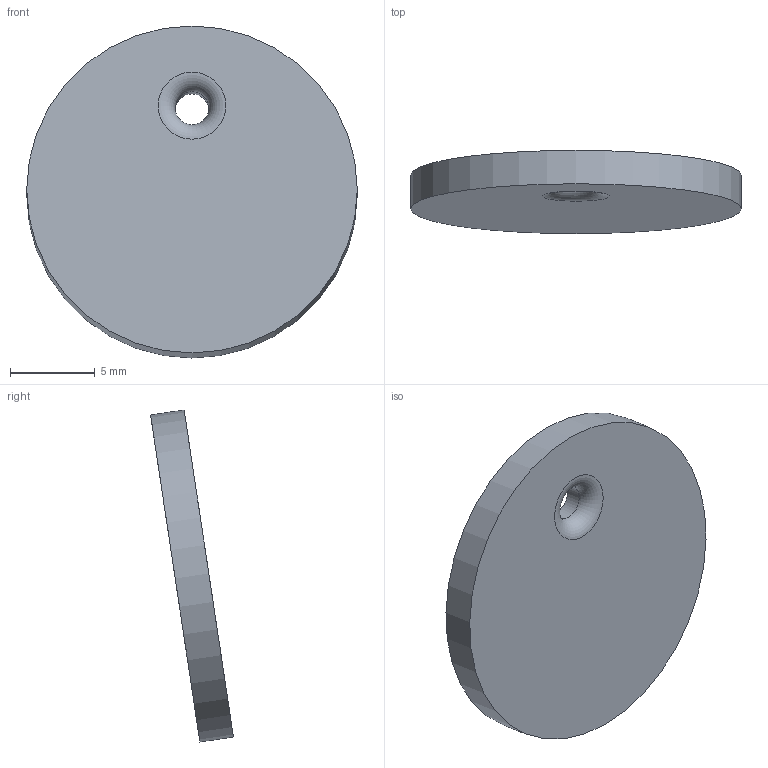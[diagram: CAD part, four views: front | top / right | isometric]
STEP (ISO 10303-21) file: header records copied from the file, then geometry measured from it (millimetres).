
FILE_DESCRIPTION(/* description */ (''),/* implementation_level */ '2;1');
FILE_NAME(/* name */ 'MAG_DISC v3.step',/* time_stamp */ '2021-08-22T07:55:25+10:00',/* author */ (''),/* organization */ (''),/* preprocessor_version */ 'ST-DEVELOPER v18.1',/* originating_system */ 'Autodesk Translation Framework v10.9.0.1377',/* authorisation */ '');
FILE_SCHEMA (('AUTOMOTIVE_DESIGN { 1 0 10303 214 3 1 1 }'));
Length unit declared in the file: millimetre
Products named in the file (2): MAG_DISC; Component1
Assembly tree (1 placements, depth 2):
  MAG_DISC
    Component1
Bounding box: 19.5 x 4.88 x 19.58 mm (x, y, z)
Volume: 589.4 mm3; surface area: 723.8 mm2
Topology: 1 solids, 1 shells, 5 faces, 9 edges, 6 vertices
Faces by surface type: cylinder 2, plane 2, torus 1
Full cylindrical faces by diameter (mm): 2 x1, 19.5 x1
Entity records: 187 total; most frequent: DIRECTION 32, CARTESIAN_POINT 23, ORIENTED_EDGE 18, AXIS2_PLACEMENT_3D 15, EDGE_CURVE 9, EDGE_LOOP 7, CIRCLE 7, VERTEX_POINT 6
